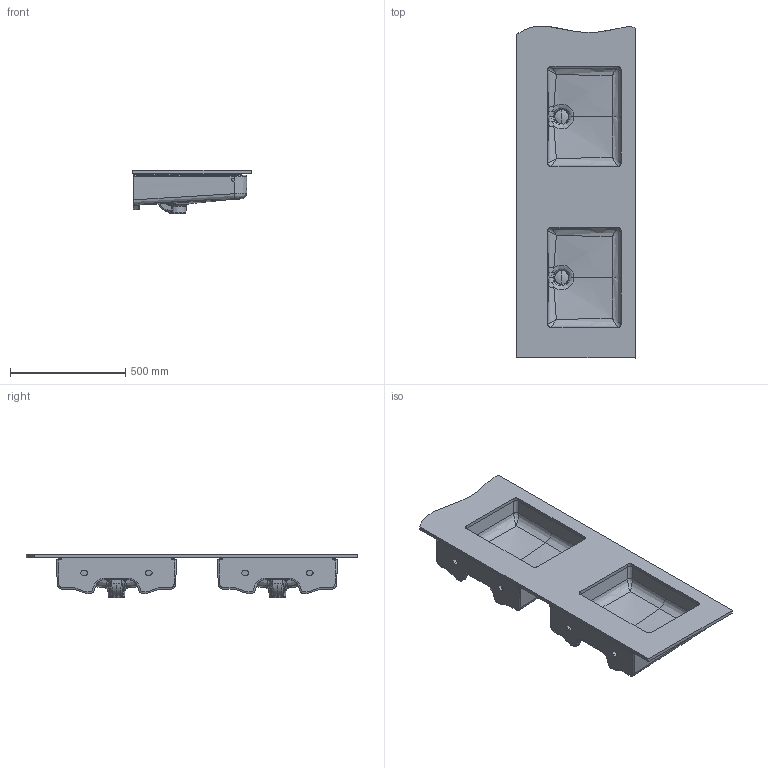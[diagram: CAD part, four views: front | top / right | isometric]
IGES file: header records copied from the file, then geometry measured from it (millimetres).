
Global section: file name: No Iges File Name specified; native system: Autodesk Inventor 2011; preprocessor: AutoDesk Inventor Iges Exporter R2011; author: Administrator; date: 20131019.101819; units: millimetre
Bounding box: 515.39 x 1443.12 x 187.2 mm (x, y, z)
Volume: 30629098.7 mm3; surface area: 2969342.5 mm2
Topology: 11 solids, 11 shells, 1070 faces, 2616 edges, 1546 vertices
Faces by surface type: bspline 465, revolution 230, plane 207, cylinder 108, torus 40, cone 20
